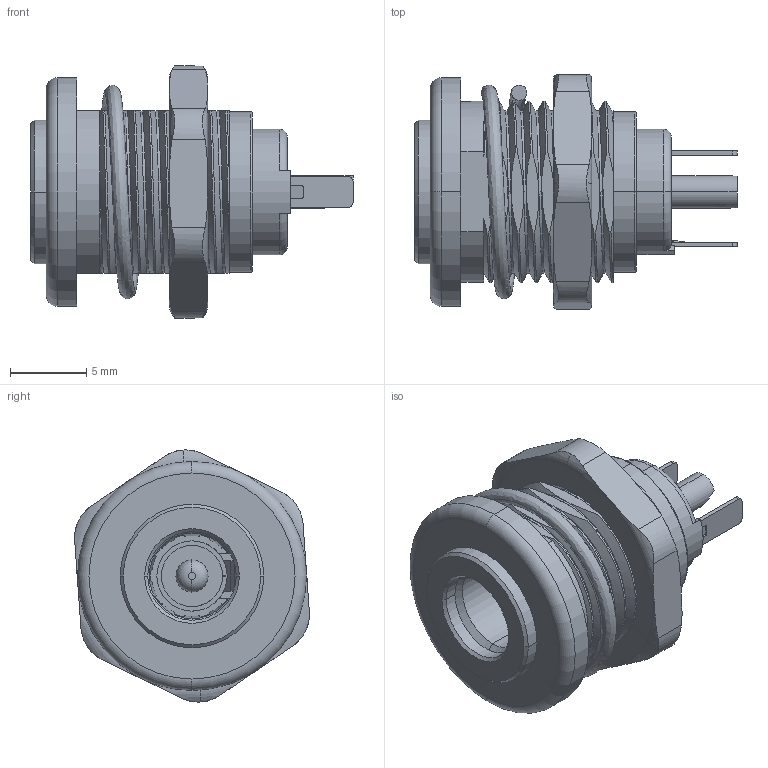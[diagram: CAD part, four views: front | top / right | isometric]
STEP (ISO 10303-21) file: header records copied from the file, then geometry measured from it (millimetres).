
FILE_DESCRIPTION (( 'STEP AP203' ), '1' );
FILE_NAME ('54-00311.STEP', '2022-09-26T17:30:00', ( '' ), ( '' ), 'SwSTEP 2.0', 'SolidWorks 2021', '' );
FILE_SCHEMA (( 'CONFIG_CONTROL_DESIGN' ));
Length unit declared in the file: millimetre
Products named in the file (15): 24-00387; __1-0721.STEP; ____3-0721.STEP; 56-00025; Switch-0721.STEP; 50-00999.STEP; ____2-0721-0.STEP; ____1-0721-1.STEP; 54-00311; ____2-0721.STEP; 50-01002; 56-00024; 50-01002_center pin; __2-0721.STEP; ____1-0721.STEP
Assembly tree (14 placements, depth 4):
  54-00311
    24-00387
    50-01002
      50-00999.STEP
        ____3-0721.STEP
        Switch-0721.STEP
        ____2-0721.STEP
        __2-0721.STEP
        ____2-0721-0.STEP
        ____1-0721.STEP
        ____1-0721-1.STEP
        __1-0721.STEP
      50-01002_center pin
    56-00024
    56-00025
Bounding box: 21.1 x 15.39 x 16.52 mm (x, y, z)
Volume: 1577.9 mm3; surface area: 4113.1 mm2
Topology: 14 solids, 14 shells, 486 faces, 1332 edges, 870 vertices
Faces by surface type: cylinder 218, plane 190, torus 54, cone 12, bspline 8, sphere 4
Entity records: 20356 total; most frequent: CARTESIAN_POINT 6971, ORIENTED_EDGE 2652, DIRECTION 2317, EDGE_CURVE 1326, AXIS2_PLACEMENT_3D 898, VERTEX_POINT 870, LINE 521, VECTOR 521
